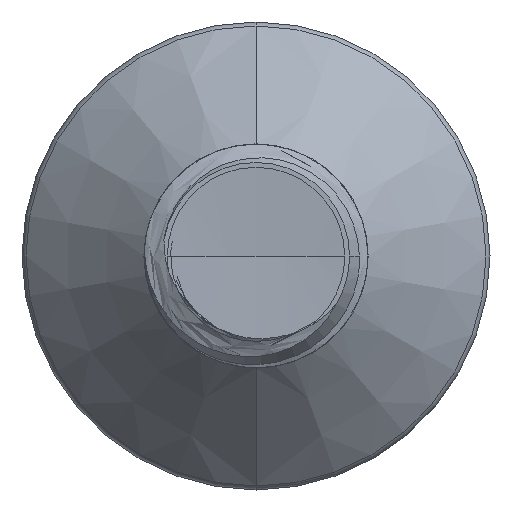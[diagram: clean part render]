
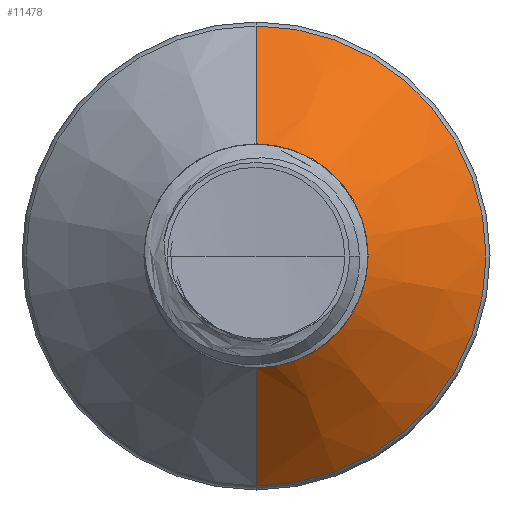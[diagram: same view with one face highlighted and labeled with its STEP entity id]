
A CAD part, front view. The second image highlights one B-rep face of the part: STEP entity #11478.
In plain terms, the highlighted conical face has half-angle 45 degrees and reference radius 0.803 mm.
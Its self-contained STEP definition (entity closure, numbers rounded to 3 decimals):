
#15 = ORIENTED_EDGE ( 'NONE', *, *, #11354, .F. ) ;
#667 = DIRECTION ( 'NONE',  ( 0., 0., 1. ) ) ;
#849 = DIRECTION ( 'NONE',  ( 0., 1., 0. ) ) ;
#861 = CARTESIAN_POINT ( 'NONE',  ( 0., 3.476, 0.803 ) ) ;
#1024 = CARTESIAN_POINT ( 'NONE',  ( 0., 4.32, 1.646 ) ) ;
#1446 = AXIS2_PLACEMENT_3D ( 'NONE', #9980, #849, #667 ) ;
#2053 = DIRECTION ( 'NONE',  ( 0., 0.707, 0.707 ) ) ;
#2601 = DIRECTION ( 'NONE',  ( 0., 0.707, -0.707 ) ) ;
#2964 = EDGE_CURVE ( 'NONE', #9205, #13450, #11413, .T. ) ;
#3028 = VECTOR ( 'NONE', #2053, 1000. ) ;
#3444 = CARTESIAN_POINT ( 'NONE',  ( 0., 4.32, -1.646 ) ) ;
#3799 = ORIENTED_EDGE ( 'NONE', *, *, #2964, .T. ) ;
#4620 = DIRECTION ( 'NONE',  ( 0., 1., 0. ) ) ;
#5275 = CONICAL_SURFACE ( 'NONE', #1446, 0.803, 0.785 ) ;
#5918 = CARTESIAN_POINT ( 'NONE',  ( 0., 4.32, 0. ) ) ;
#5975 = ORIENTED_EDGE ( 'NONE', *, *, #15985, .F. ) ;
#6004 = VERTEX_POINT ( 'NONE', #861 ) ;
#6497 = CARTESIAN_POINT ( 'NONE',  ( 0., 3.476, -0.803 ) ) ;
#6933 = LINE ( 'NONE', #9873, #3028 ) ;
#7246 = DIRECTION ( 'NONE',  ( 0., 0., 1. ) ) ;
#8769 = CIRCLE ( 'NONE', #15807, 1.646 ) ;
#8942 = CARTESIAN_POINT ( 'NONE',  ( 0., 3.476, -0.803 ) ) ;
#9205 = VERTEX_POINT ( 'NONE', #8942 ) ;
#9459 = ORIENTED_EDGE ( 'NONE', *, *, #14949, .T. ) ;
#9556 = FACE_OUTER_BOUND ( 'NONE', #13018, .T. ) ;
#9873 = CARTESIAN_POINT ( 'NONE',  ( 0., 3.476, 0.803 ) ) ;
#9980 = CARTESIAN_POINT ( 'NONE',  ( 0., 3.476, 0. ) ) ;
#10093 = AXIS2_PLACEMENT_3D ( 'NONE', #12378, #4620, #13666 ) ;
#11354 = EDGE_CURVE ( 'NONE', #6004, #14071, #6933, .T. ) ;
#11413 = LINE ( 'NONE', #6497, #14835 ) ;
#11478 = ADVANCED_FACE ( 'NONE', ( #9556 ), #5275, .T. ) ;
#12378 = CARTESIAN_POINT ( 'NONE',  ( 0., 3.476, 0. ) ) ;
#13018 = EDGE_LOOP ( 'NONE', ( #9459, #3799, #5975, #15 ) ) ;
#13450 = VERTEX_POINT ( 'NONE', #3444 ) ;
#13666 = DIRECTION ( 'NONE',  ( 0., 0., 1. ) ) ;
#14071 = VERTEX_POINT ( 'NONE', #1024 ) ;
#14623 = CIRCLE ( 'NONE', #10093, 0.803 ) ;
#14835 = VECTOR ( 'NONE', #2601, 1000. ) ;
#14949 = EDGE_CURVE ( 'NONE', #6004, #9205, #14623, .T. ) ;
#14953 = DIRECTION ( 'NONE',  ( 0., 1., 0. ) ) ;
#15807 = AXIS2_PLACEMENT_3D ( 'NONE', #5918, #14953, #7246 ) ;
#15985 = EDGE_CURVE ( 'NONE', #14071, #13450, #8769, .T. ) ;
